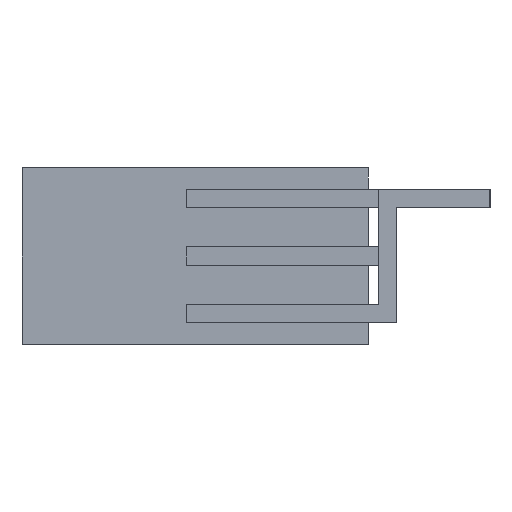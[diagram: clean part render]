
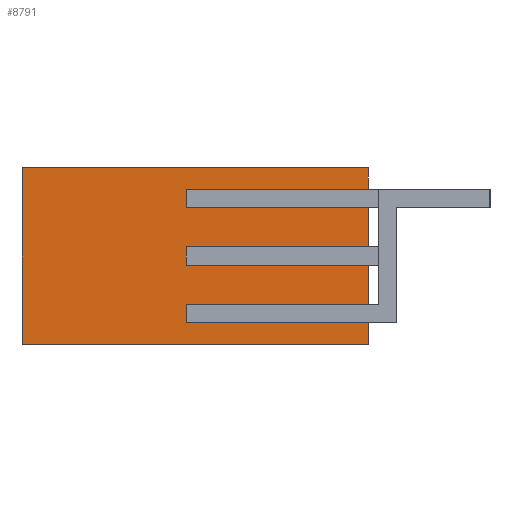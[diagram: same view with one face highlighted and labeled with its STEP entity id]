
A CAD part, left-side view. The second image highlights one B-rep face of the part: STEP entity #8791.
In plain terms, the highlighted planar face has unit normal (-1, 0, 0).
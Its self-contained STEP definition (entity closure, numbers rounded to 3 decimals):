
#144 = CARTESIAN_POINT ( 'NONE',  ( -1000., 17.1, 8.7 ) ) ;
#155 = ORIENTED_EDGE ( 'NONE', *, *, #3882, .F. ) ;
#165 = VECTOR ( 'NONE', #11014, 1000. ) ;
#361 = ORIENTED_EDGE ( 'NONE', *, *, #9558, .F. ) ;
#622 = ORIENTED_EDGE ( 'NONE', *, *, #8368, .F. ) ;
#641 = EDGE_CURVE ( 'NONE', #5942, #4195, #10583, .T. ) ;
#697 = CARTESIAN_POINT ( 'NONE',  ( -1000., 17.1, -8.7 ) ) ;
#735 = VECTOR ( 'NONE', #6953, 1000. ) ;
#856 = VERTEX_POINT ( 'NONE', #697 ) ;
#943 = CARTESIAN_POINT ( 'NONE',  ( -1000., -17.1, 0.9 ) ) ;
#1067 = VERTEX_POINT ( 'NONE', #1216 ) ;
#1157 = CARTESIAN_POINT ( 'NONE',  ( -1000., 17.1, 8.7 ) ) ;
#1216 = CARTESIAN_POINT ( 'NONE',  ( -1000., 0.9, 0.9 ) ) ;
#1416 = DIRECTION ( 'NONE',  ( 0., -1., 0. ) ) ;
#1425 = LINE ( 'NONE', #144, #6065 ) ;
#1491 = ORIENTED_EDGE ( 'NONE', *, *, #1903, .F. ) ;
#1494 = CARTESIAN_POINT ( 'NONE',  ( -1000., 0.9, 6.6 ) ) ;
#1589 = VERTEX_POINT ( 'NONE', #6289 ) ;
#1702 = CARTESIAN_POINT ( 'NONE',  ( -1000., -17.1, -4.8 ) ) ;
#1903 = EDGE_CURVE ( 'NONE', #7976, #856, #9233, .T. ) ;
#1989 = CARTESIAN_POINT ( 'NONE',  ( -1000., -17.1, 8.7 ) ) ;
#2010 = CARTESIAN_POINT ( 'NONE',  ( -1000., -17.1, 8.7 ) ) ;
#2065 = DIRECTION ( 'NONE',  ( 0., -1., 0. ) ) ;
#2184 = DIRECTION ( 'NONE',  ( 0., -1., 0. ) ) ;
#2221 = DIRECTION ( 'NONE',  ( 0., 0., -1. ) ) ;
#2291 = FACE_OUTER_BOUND ( 'NONE', #8629, .T. ) ;
#2313 = VECTOR ( 'NONE', #2065, 1000. ) ;
#2354 = CARTESIAN_POINT ( 'NONE',  ( -1000., 17.1, 8.7 ) ) ;
#2446 = EDGE_CURVE ( 'NONE', #4400, #7671, #6475, .T. ) ;
#2605 = LINE ( 'NONE', #11273, #2313 ) ;
#2718 = VERTEX_POINT ( 'NONE', #11073 ) ;
#2749 = VECTOR ( 'NONE', #1416, 1000. ) ;
#2878 = LINE ( 'NONE', #943, #9372 ) ;
#2895 = CARTESIAN_POINT ( 'NONE',  ( -1000., 0.9, -4.8 ) ) ;
#3191 = CARTESIAN_POINT ( 'NONE',  ( -1000., -17.1, 4.8 ) ) ;
#3297 = CARTESIAN_POINT ( 'NONE',  ( -1000., -17.1, 8.7 ) ) ;
#3394 = LINE ( 'NONE', #1989, #5556 ) ;
#3430 = ORIENTED_EDGE ( 'NONE', *, *, #8448, .F. ) ;
#3686 = LINE ( 'NONE', #2895, #8288 ) ;
#3766 = AXIS2_PLACEMENT_3D ( 'NONE', #10497, #7761, #2221 ) ;
#3860 = DIRECTION ( 'NONE',  ( 0., 1., 0. ) ) ;
#3882 = EDGE_CURVE ( 'NONE', #10751, #8554, #3686, .T. ) ;
#3898 = CARTESIAN_POINT ( 'NONE',  ( -1000., 0.9, -6.6 ) ) ;
#4026 = VECTOR ( 'NONE', #4859, 1000. ) ;
#4046 = EDGE_CURVE ( 'NONE', #1067, #1589, #4109, .T. ) ;
#4109 = LINE ( 'NONE', #8635, #6265 ) ;
#4195 = VERTEX_POINT ( 'NONE', #1494 ) ;
#4277 = ORIENTED_EDGE ( 'NONE', *, *, #4046, .F. ) ;
#4344 = VECTOR ( 'NONE', #9515, 1000. ) ;
#4400 = VERTEX_POINT ( 'NONE', #3898 ) ;
#4726 = ORIENTED_EDGE ( 'NONE', *, *, #10053, .F. ) ;
#4859 = DIRECTION ( 'NONE',  ( 0., -1., 0. ) ) ;
#4969 = VECTOR ( 'NONE', #5165, 1000. ) ;
#4979 = VERTEX_POINT ( 'NONE', #11338 ) ;
#4994 = DIRECTION ( 'NONE',  ( 0., 0., -1. ) ) ;
#5130 = EDGE_CURVE ( 'NONE', #10496, #4979, #7664, .T. ) ;
#5136 = ORIENTED_EDGE ( 'NONE', *, *, #6598, .F. ) ;
#5165 = DIRECTION ( 'NONE',  ( 0., 0., -1. ) ) ;
#5327 = EDGE_CURVE ( 'NONE', #8554, #4400, #9146, .T. ) ;
#5506 = VECTOR ( 'NONE', #7581, 1000. ) ;
#5516 = EDGE_CURVE ( 'NONE', #10631, #10751, #9559, .T. ) ;
#5546 = ORIENTED_EDGE ( 'NONE', *, *, #7971, .F. ) ;
#5556 = VECTOR ( 'NONE', #11205, 1000. ) ;
#5661 = ORIENTED_EDGE ( 'NONE', *, *, #5130, .F. ) ;
#5729 = CARTESIAN_POINT ( 'NONE',  ( -1000., 0.9, -6.6 ) ) ;
#5942 = VERTEX_POINT ( 'NONE', #11423 ) ;
#5956 = VECTOR ( 'NONE', #2184, 1000. ) ;
#6024 = ORIENTED_EDGE ( 'NONE', *, *, #5327, .F. ) ;
#6065 = VECTOR ( 'NONE', #7555, 1000. ) ;
#6265 = VECTOR ( 'NONE', #4994, 1000. ) ;
#6289 = CARTESIAN_POINT ( 'NONE',  ( -1000., 0.9, -0.9 ) ) ;
#6308 = EDGE_CURVE ( 'NONE', #4195, #2718, #9990, .T. ) ;
#6475 = LINE ( 'NONE', #5729, #4026 ) ;
#6598 = EDGE_CURVE ( 'NONE', #2718, #7773, #8692, .T. ) ;
#6688 = VECTOR ( 'NONE', #10052, 1000. ) ;
#6717 = CARTESIAN_POINT ( 'NONE',  ( -1000., -17.1, -6.6 ) ) ;
#6835 = PLANE ( 'NONE',  #3766 ) ;
#6953 = DIRECTION ( 'NONE',  ( 0., 1., 0. ) ) ;
#7078 = CARTESIAN_POINT ( 'NONE',  ( -1000., -17.1, -0.9 ) ) ;
#7397 = CARTESIAN_POINT ( 'NONE',  ( -1000., 0.9, -4.8 ) ) ;
#7419 = LINE ( 'NONE', #3297, #4969 ) ;
#7477 = VERTEX_POINT ( 'NONE', #9214 ) ;
#7555 = DIRECTION ( 'NONE',  ( 0., 0., 1. ) ) ;
#7581 = DIRECTION ( 'NONE',  ( 0., 0., -1. ) ) ;
#7638 = ORIENTED_EDGE ( 'NONE', *, *, #2446, .F. ) ;
#7664 = LINE ( 'NONE', #2354, #2749 ) ;
#7671 = VERTEX_POINT ( 'NONE', #6717 ) ;
#7761 = DIRECTION ( 'NONE',  ( 1., 0., 0. ) ) ;
#7773 = VERTEX_POINT ( 'NONE', #3191 ) ;
#7971 = EDGE_CURVE ( 'NONE', #1589, #10631, #2605, .T. ) ;
#7976 = VERTEX_POINT ( 'NONE', #11320 ) ;
#8288 = VECTOR ( 'NONE', #3860, 1000. ) ;
#8368 = EDGE_CURVE ( 'NONE', #7477, #1067, #2878, .T. ) ;
#8397 = ORIENTED_EDGE ( 'NONE', *, *, #6308, .F. ) ;
#8448 = EDGE_CURVE ( 'NONE', #856, #10496, #1425, .T. ) ;
#8549 = LINE ( 'NONE', #10313, #5506 ) ;
#8554 = VERTEX_POINT ( 'NONE', #7397 ) ;
#8610 = CARTESIAN_POINT ( 'NONE',  ( -1000., 17.1, -8.7 ) ) ;
#8629 = EDGE_LOOP ( 'NONE', ( #622, #11036, #5136, #8397, #10356, #4726, #5661, #3430, #1491, #361, #7638, #6024, #155, #11842, #5546, #4277 ) ) ;
#8635 = CARTESIAN_POINT ( 'NONE',  ( -1000., 0.9, -0.9 ) ) ;
#8661 = CARTESIAN_POINT ( 'NONE',  ( -1000., 0.9, 4.8 ) ) ;
#8692 = LINE ( 'NONE', #8661, #5956 ) ;
#8780 = CARTESIAN_POINT ( 'NONE',  ( -1000., 0.9, 6.6 ) ) ;
#8791 = ADVANCED_FACE ( 'NONE', ( #2291 ), #6835, .F. ) ;
#9138 = CARTESIAN_POINT ( 'NONE',  ( -1000., 0.9, -6.6 ) ) ;
#9146 = LINE ( 'NONE', #9138, #6688 ) ;
#9214 = CARTESIAN_POINT ( 'NONE',  ( -1000., -17.1, 0.9 ) ) ;
#9233 = LINE ( 'NONE', #8610, #4344 ) ;
#9372 = VECTOR ( 'NONE', #10207, 1000. ) ;
#9515 = DIRECTION ( 'NONE',  ( 0., 1., 0. ) ) ;
#9558 = EDGE_CURVE ( 'NONE', #7671, #7976, #3394, .T. ) ;
#9559 = LINE ( 'NONE', #2010, #11747 ) ;
#9990 = LINE ( 'NONE', #11059, #165 ) ;
#10052 = DIRECTION ( 'NONE',  ( 0., 0., -1. ) ) ;
#10053 = EDGE_CURVE ( 'NONE', #4979, #5942, #7419, .T. ) ;
#10207 = DIRECTION ( 'NONE',  ( 0., 1., 0. ) ) ;
#10313 = CARTESIAN_POINT ( 'NONE',  ( -1000., -17.1, 8.7 ) ) ;
#10330 = DIRECTION ( 'NONE',  ( 0., 0., -1. ) ) ;
#10356 = ORIENTED_EDGE ( 'NONE', *, *, #641, .F. ) ;
#10496 = VERTEX_POINT ( 'NONE', #1157 ) ;
#10497 = CARTESIAN_POINT ( 'NONE',  ( -1000., 0., 0. ) ) ;
#10583 = LINE ( 'NONE', #8780, #735 ) ;
#10631 = VERTEX_POINT ( 'NONE', #7078 ) ;
#10751 = VERTEX_POINT ( 'NONE', #1702 ) ;
#11014 = DIRECTION ( 'NONE',  ( 0., 0., -1. ) ) ;
#11036 = ORIENTED_EDGE ( 'NONE', *, *, #11791, .F. ) ;
#11059 = CARTESIAN_POINT ( 'NONE',  ( -1000., 0.9, 6.6 ) ) ;
#11073 = CARTESIAN_POINT ( 'NONE',  ( -1000., 0.9, 4.8 ) ) ;
#11205 = DIRECTION ( 'NONE',  ( 0., 0., -1. ) ) ;
#11273 = CARTESIAN_POINT ( 'NONE',  ( -1000., -17.1, -0.9 ) ) ;
#11320 = CARTESIAN_POINT ( 'NONE',  ( -1000., -17.1, -8.7 ) ) ;
#11338 = CARTESIAN_POINT ( 'NONE',  ( -1000., -17.1, 8.7 ) ) ;
#11423 = CARTESIAN_POINT ( 'NONE',  ( -1000., -17.1, 6.6 ) ) ;
#11747 = VECTOR ( 'NONE', #10330, 1000. ) ;
#11791 = EDGE_CURVE ( 'NONE', #7773, #7477, #8549, .T. ) ;
#11842 = ORIENTED_EDGE ( 'NONE', *, *, #5516, .F. ) ;
